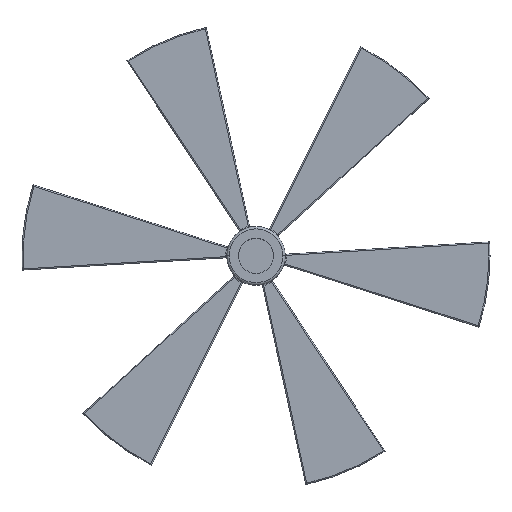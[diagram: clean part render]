
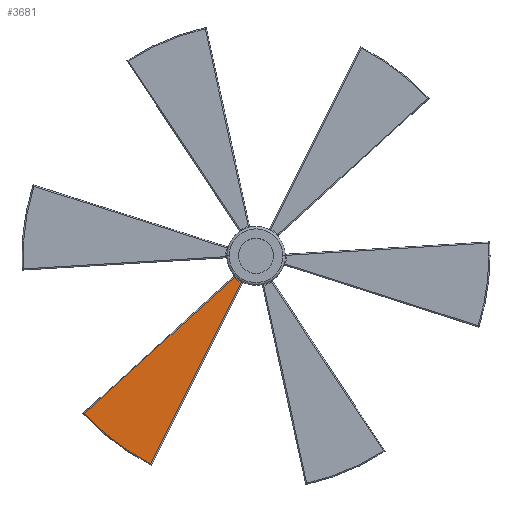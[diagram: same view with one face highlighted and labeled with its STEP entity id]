
A CAD part, top view. The second image highlights one B-rep face of the part: STEP entity #3681.
In plain terms, the highlighted planar face has unit normal (0, 0, 1).
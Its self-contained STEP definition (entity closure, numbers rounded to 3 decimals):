
#66 = VERTEX_POINT ( 'NONE', #676 ) ;
#119 = ORIENTED_EDGE ( 'NONE', *, *, #1305, .T. ) ;
#426 = CARTESIAN_POINT ( 'NONE',  ( 0., 0., 5. ) ) ;
#494 = PLANE ( 'NONE',  #5022 ) ;
#513 = CIRCLE ( 'NONE', #3335, 26. ) ;
#676 = CARTESIAN_POINT ( 'NONE',  ( -89.823, -177.575, 5. ) ) ;
#750 = CARTESIAN_POINT ( 'NONE',  ( 0., 0., 5. ) ) ;
#802 = EDGE_LOOP ( 'NONE', ( #3773, #2219, #2492, #119 ) ) ;
#1305 = EDGE_CURVE ( 'NONE', #66, #2175, #2176, .T. ) ;
#1432 = DIRECTION ( 'NONE',  ( 0.447, 0.895, 0. ) ) ;
#1556 = VERTEX_POINT ( 'NONE', #4175 ) ;
#1618 = DIRECTION ( 'NONE',  ( 1., 0., 0. ) ) ;
#1661 = DIRECTION ( 'NONE',  ( 1., 0., 0. ) ) ;
#1847 = CARTESIAN_POINT ( 'NONE',  ( -12.505, -22.795, 5. ) ) ;
#2099 = DIRECTION ( 'NONE',  ( -0.74, -0.673, 0. ) ) ;
#2175 = VERTEX_POINT ( 'NONE', #3611 ) ;
#2176 = LINE ( 'NONE', #1847, #4740 ) ;
#2219 = ORIENTED_EDGE ( 'NONE', *, *, #3338, .T. ) ;
#2492 = ORIENTED_EDGE ( 'NONE', *, *, #3215, .T. ) ;
#2514 = VERTEX_POINT ( 'NONE', #2872 ) ;
#2872 = CARTESIAN_POINT ( 'NONE',  ( -18.543, -18.225, 5. ) ) ;
#3036 = EDGE_CURVE ( 'NONE', #2175, #2514, #513, .T. ) ;
#3142 = DIRECTION ( 'NONE',  ( 1., 0., 0. ) ) ;
#3215 = EDGE_CURVE ( 'NONE', #1556, #66, #5080, .T. ) ;
#3335 = AXIS2_PLACEMENT_3D ( 'NONE', #750, #3969, #3142 ) ;
#3338 = EDGE_CURVE ( 'NONE', #2514, #1556, #3413, .T. ) ;
#3413 = LINE ( 'NONE', #4156, #4929 ) ;
#3592 = DIRECTION ( 'NONE',  ( 0., 0., 1. ) ) ;
#3611 = CARTESIAN_POINT ( 'NONE',  ( -12.505, -22.795, 5. ) ) ;
#3681 = ADVANCED_FACE ( 'NONE', ( #4054 ), #494, .T. ) ;
#3773 = ORIENTED_EDGE ( 'NONE', *, *, #3036, .T. ) ;
#3969 = DIRECTION ( 'NONE',  ( 0., 0., -1. ) ) ;
#4029 = CARTESIAN_POINT ( 'NONE',  ( 0., 0., 5. ) ) ;
#4054 = FACE_OUTER_BOUND ( 'NONE', #802, .T. ) ;
#4156 = CARTESIAN_POINT ( 'NONE',  ( -147.25, -135.345, 5. ) ) ;
#4175 = CARTESIAN_POINT ( 'NONE',  ( -146.509, -134.67, 5. ) ) ;
#4740 = VECTOR ( 'NONE', #1432, 1000. ) ;
#4929 = VECTOR ( 'NONE', #2099, 1000. ) ;
#4996 = AXIS2_PLACEMENT_3D ( 'NONE', #426, #3592, #1618 ) ;
#5022 = AXIS2_PLACEMENT_3D ( 'NONE', #4029, #5125, #1661 ) ;
#5080 = CIRCLE ( 'NONE', #4996, 199. ) ;
#5125 = DIRECTION ( 'NONE',  ( 0., 0., 1. ) ) ;
